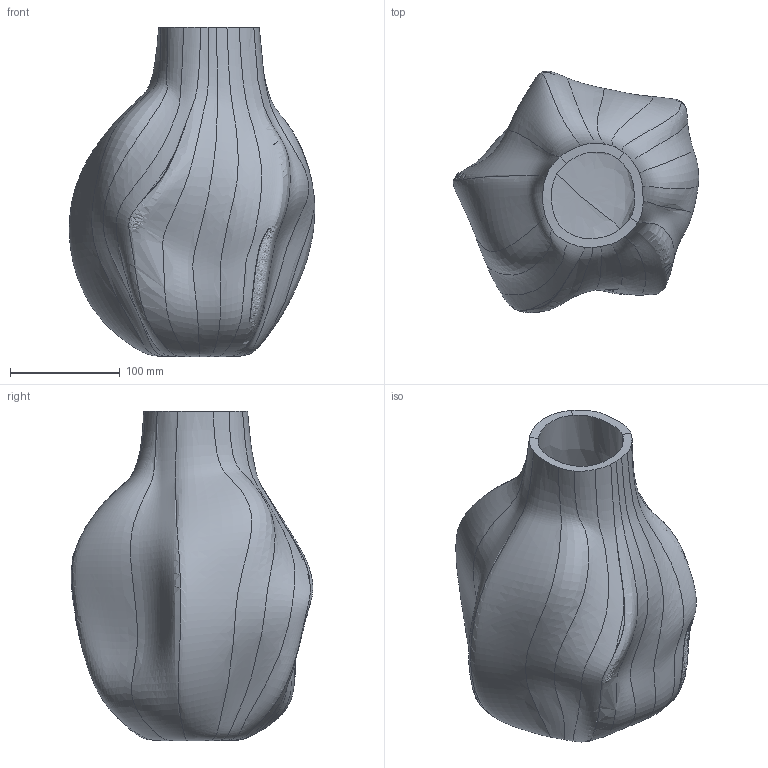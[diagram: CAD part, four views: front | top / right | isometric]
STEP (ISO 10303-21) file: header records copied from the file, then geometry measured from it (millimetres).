
FILE_DESCRIPTION(/* description */ (''),/* implementation_level */ '2;1');
FILE_NAME(/* name */ 'Bakku Vase Mini',/* time_stamp */ '2024-09-30T16:29:20+02:00',/* author */ (''),/* organization */ (''),/* preprocessor_version */ 'ST-DEVELOPER v16.5',/* originating_system */ 'Rhino 7.37',/* authorisation */ '');
FILE_SCHEMA (('CONFIG_CONTROL_DESIGN'));
Length unit declared in the file: millimetre
Products named in the file (1): Document
Bounding box: 223.81 x 220.31 x 300.71 mm (x, y, z)
Volume: 1377027.8 mm3; surface area: 347012.5 mm2
Topology: 1 solids, 1 shells, 25 faces, 70 edges, 25 vertices
Faces by surface type: bspline 25
Entity records: 18481 total; most frequent: CARTESIAN_POINT 17736, B_SPLINE_CURVE_WITH_KNOTS 144, ORIENTED_EDGE 96, PCURVE 96, DEFINITIONAL_REPRESENTATION 96, SURFACE_CURVE 48, EDGE_CURVE 48, ADVANCED_FACE 25
